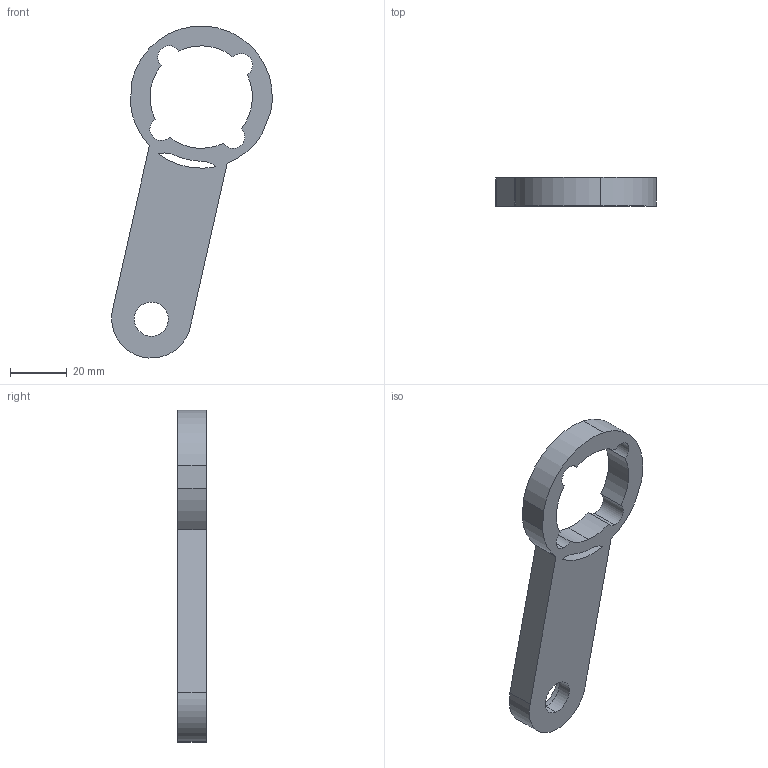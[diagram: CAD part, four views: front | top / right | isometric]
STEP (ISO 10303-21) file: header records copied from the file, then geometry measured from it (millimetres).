
FILE_DESCRIPTION (( 'STEP AP214' ), '1' );
FILE_NAME ('Rodd2.STEP', '2025-10-09T14:01:38', ( '' ), ( '' ), 'SwSTEP 2.0', 'SolidWorks 2024', '' );
FILE_SCHEMA (( 'AUTOMOTIVE_DESIGN' ));
Length unit declared in the file: millimetre
Products named in the file (1): Rodd2
Bounding box: 56.42 x 10 x 116.66 mm (x, y, z)
Volume: 24399.5 mm3; surface area: 10294.4 mm2
Topology: 1 solids, 1 shells, 36 faces, 99 edges, 66 vertices
Faces by surface type: cylinder 29, plane 7
Entity records: 1216 total; most frequent: DIRECTION 231, CARTESIAN_POINT 202, ORIENTED_EDGE 198, EDGE_CURVE 99, AXIS2_PLACEMENT_3D 95, VERTEX_POINT 66, CIRCLE 58, EDGE_LOOP 43
